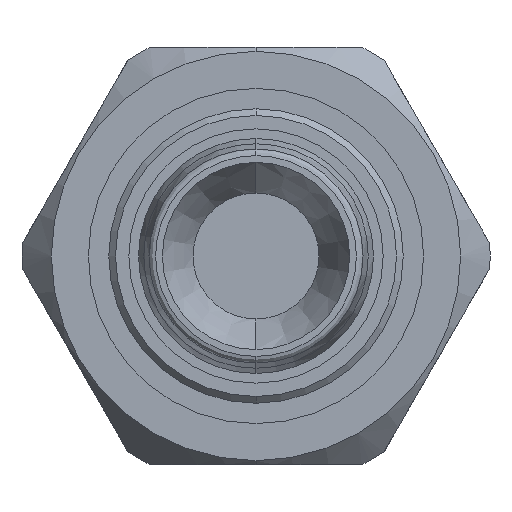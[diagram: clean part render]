
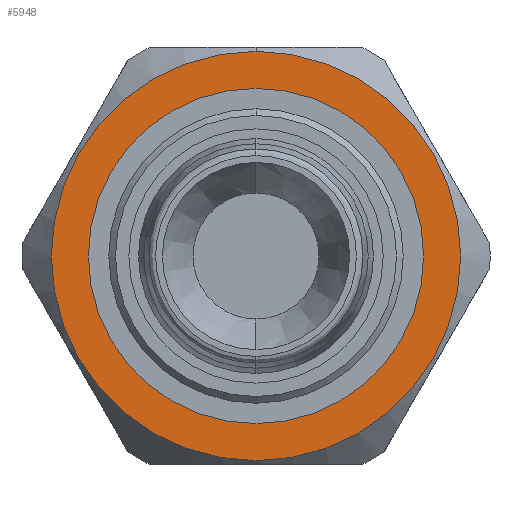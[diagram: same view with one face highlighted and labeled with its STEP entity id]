
A CAD part, left-side view. The second image highlights one B-rep face of the part: STEP entity #5948.
In plain terms, the highlighted face is planar.
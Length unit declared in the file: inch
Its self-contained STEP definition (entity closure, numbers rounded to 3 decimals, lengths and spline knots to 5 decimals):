
#251 = DIRECTION ( 'NONE',  ( 0., 0., -1. ) ) ;
#381 = CIRCLE ( 'NONE', #4713, 0.15293 ) ;
#444 = ORIENTED_EDGE ( 'NONE', *, *, #3868, .T. ) ;
#633 = CIRCLE ( 'NONE', #4518, 0.12524 ) ;
#1051 = VERTEX_POINT ( 'NONE', #2341 ) ;
#1607 = CARTESIAN_POINT ( 'NONE',  ( 0.34608, 0., -0.12524 ) ) ;
#1718 = ORIENTED_EDGE ( 'NONE', *, *, #4720, .T. ) ;
#1727 = VERTEX_POINT ( 'NONE', #6461 ) ;
#1770 = CARTESIAN_POINT ( 'NONE',  ( 0.34608, 0., 0. ) ) ;
#1890 = FACE_OUTER_BOUND ( 'NONE', #5583, .T. ) ;
#1955 = DIRECTION ( 'NONE',  ( 0., 0., 1. ) ) ;
#2082 = AXIS2_PLACEMENT_3D ( 'NONE', #4028, #3958, #6678 ) ;
#2162 = CARTESIAN_POINT ( 'NONE',  ( 0.34608, 0., -0.15293 ) ) ;
#2233 = ORIENTED_EDGE ( 'NONE', *, *, #6030, .T. ) ;
#2341 = CARTESIAN_POINT ( 'NONE',  ( 0.34608, 0., 0.12524 ) ) ;
#2440 = DIRECTION ( 'NONE',  ( 1., 0., 0. ) ) ;
#2455 = CARTESIAN_POINT ( 'NONE',  ( 0.34608, 0., 0. ) ) ;
#2541 = AXIS2_PLACEMENT_3D ( 'NONE', #1770, #3830, #5952 ) ;
#2919 = PLANE ( 'NONE',  #2082 ) ;
#3143 = EDGE_CURVE ( 'NONE', #1051, #4891, #5519, .T. ) ;
#3830 = DIRECTION ( 'NONE',  ( -1., 0., 0. ) ) ;
#3868 = EDGE_CURVE ( 'NONE', #1727, #4959, #381, .T. ) ;
#3958 = DIRECTION ( 'NONE',  ( -1., 0., 0. ) ) ;
#4028 = CARTESIAN_POINT ( 'NONE',  ( 0.34608, 0.1749, 0. ) ) ;
#4231 = ORIENTED_EDGE ( 'NONE', *, *, #3143, .T. ) ;
#4324 = CIRCLE ( 'NONE', #5755, 0.15293 ) ;
#4518 = AXIS2_PLACEMENT_3D ( 'NONE', #6646, #6043, #1955 ) ;
#4568 = DIRECTION ( 'NONE',  ( 1., 0., 0. ) ) ;
#4587 = DIRECTION ( 'NONE',  ( 0., 0., -1. ) ) ;
#4713 = AXIS2_PLACEMENT_3D ( 'NONE', #5092, #2440, #4587 ) ;
#4720 = EDGE_CURVE ( 'NONE', #4959, #1727, #4324, .T. ) ;
#4891 = VERTEX_POINT ( 'NONE', #1607 ) ;
#4959 = VERTEX_POINT ( 'NONE', #2162 ) ;
#5092 = CARTESIAN_POINT ( 'NONE',  ( 0.34608, 0., 0. ) ) ;
#5519 = CIRCLE ( 'NONE', #2541, 0.12524 ) ;
#5583 = EDGE_LOOP ( 'NONE', ( #1718, #444 ) ) ;
#5755 = AXIS2_PLACEMENT_3D ( 'NONE', #2455, #4568, #251 ) ;
#5948 = ADVANCED_FACE ( 'NONE', ( #6577, #1890 ), #2919, .F. ) ;
#5952 = DIRECTION ( 'NONE',  ( 0., 0., 1. ) ) ;
#6030 = EDGE_CURVE ( 'NONE', #4891, #1051, #633, .T. ) ;
#6043 = DIRECTION ( 'NONE',  ( -1., 0., 0. ) ) ;
#6461 = CARTESIAN_POINT ( 'NONE',  ( 0.34608, 0., 0.15293 ) ) ;
#6569 = EDGE_LOOP ( 'NONE', ( #4231, #2233 ) ) ;
#6577 = FACE_BOUND ( 'NONE', #6569, .T. ) ;
#6646 = CARTESIAN_POINT ( 'NONE',  ( 0.34608, 0., 0. ) ) ;
#6678 = DIRECTION ( 'NONE',  ( 0., 0., 1. ) ) ;
